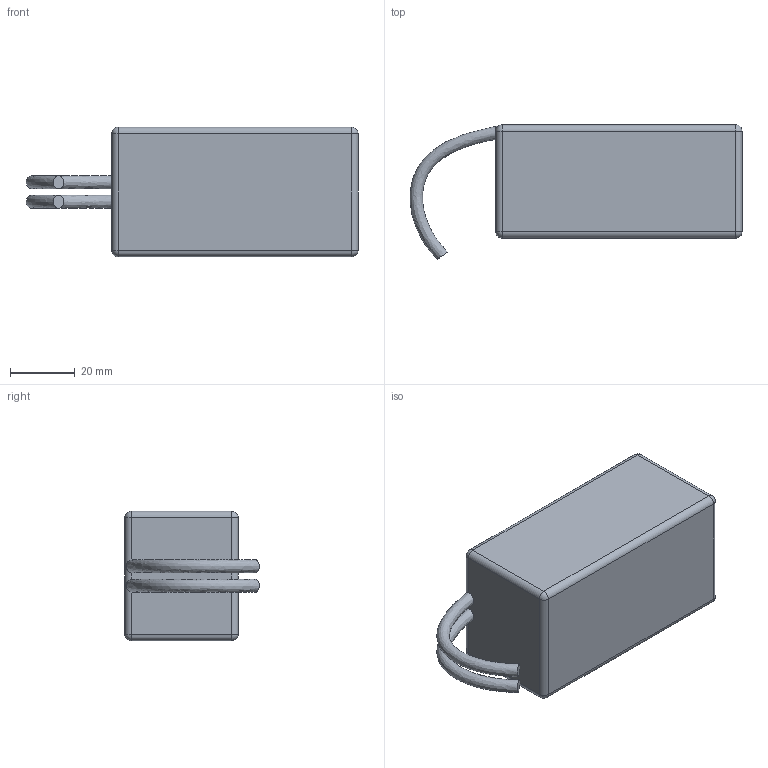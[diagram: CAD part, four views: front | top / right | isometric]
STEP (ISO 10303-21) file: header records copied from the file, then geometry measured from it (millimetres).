
FILE_DESCRIPTION(/* description */ (''),/* implementation_level */ '2;1');
FILE_NAME(/* name */ '4S CNHL LiPO.step',/* time_stamp */ '2023-09-15T16:06:00+02:00',/* author */ (''),/* organization */ (''),/* preprocessor_version */ 'ST-DEVELOPER v20',/* originating_system */ 'Autodesk Translation Framework v12.9.0.99',/* authorisation */ '');
FILE_SCHEMA (('AUTOMOTIVE_DESIGN { 1 0 10303 214 3 1 1 }'));
Length unit declared in the file: millimetre
Products named in the file (1): 4S CNHL LiPO
Bounding box: 102.46 x 41.5 x 40 mm (x, y, z)
Volume: 107246.4 mm3; surface area: 15045.1 mm2
Topology: 1 solids, 1 shells, 32 faces, 62 edges, 32 vertices
Faces by surface type: cylinder 12, sphere 8, plane 8, bspline 4
Entity records: 1186 total; most frequent: CARTESIAN_POINT 507, DIRECTION 136, ORIENTED_EDGE 124, EDGE_CURVE 62, AXIS2_PLACEMENT_3D 55, FACE_OUTER_BOUND 32, EDGE_LOOP 32, VERTEX_POINT 32
